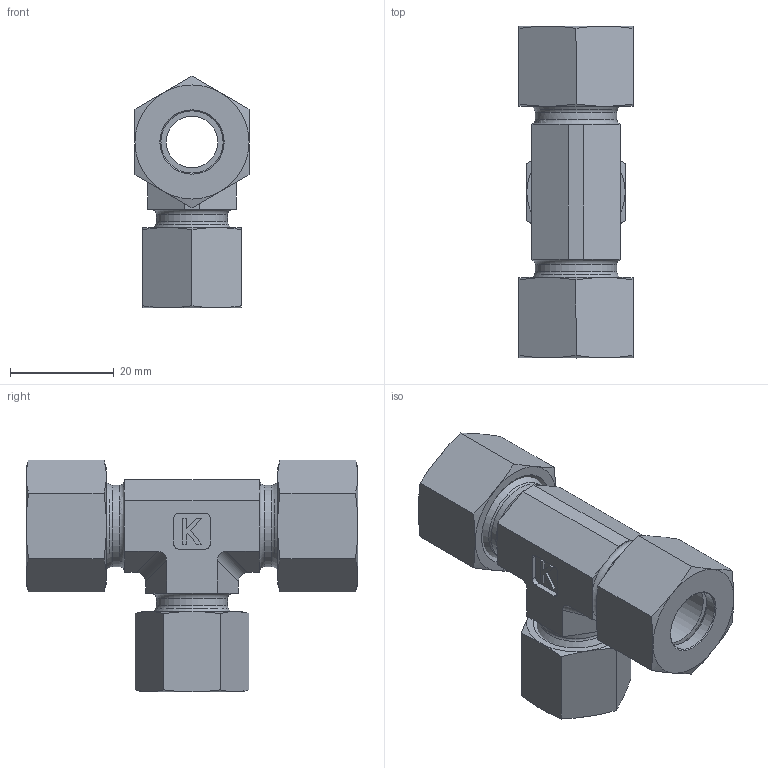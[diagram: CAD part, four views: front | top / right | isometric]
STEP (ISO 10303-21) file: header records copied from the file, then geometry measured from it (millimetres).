
FILE_DESCRIPTION((''),'2;1');
FILE_NAME('384121210.stp','2014-08-15T15:19:47',(''),('KNOMI spol. s r. o.'),'Autodesk Inventor 2012','Autodesk Inventor 2012','');
FILE_SCHEMA(('AUTOMOTIVE_DESIGN { 1 2 10303 214 0 1 1 1 }'));
Length unit declared in the file: millimetre
Products named in the file (6): TS2K 12/12/10L M18/M18/M16; 374 121210; 40112; 3911218; 40110; 3911016
Assembly tree (7 placements, depth 2):
  TS2K 12/12/10L M18/M18/M16
    374 121210
    40112  x2
    3911218  x2
    40110
    3911016
Bounding box: 22 x 64 x 44.7 mm (x, y, z)
Volume: 20503.3 mm3; surface area: 15562.8 mm2
Topology: 7 solids, 7 shells, 195 faces, 470 edges, 303 vertices
Faces by surface type: plane 84, cone 66, cylinder 36, torus 9
Full cylindrical faces by diameter (mm): 8 x1, 10 x4, 12 x6, 12.3 x1, 13.7 x1, 14 x1, 14.3 x2, 14.376 x1, 15.7 x2, 16 x3, 16.376 x2, 18 x2
Entity records: 4770 total; most frequent: CARTESIAN_POINT 983, DIRECTION 732, ORIENTED_EDGE 634, EDGE_CURVE 317, AXIS2_PLACEMENT_3D 296, EDGE_LOOP 230, VERTEX_POINT 225, STYLED_ITEM 173
